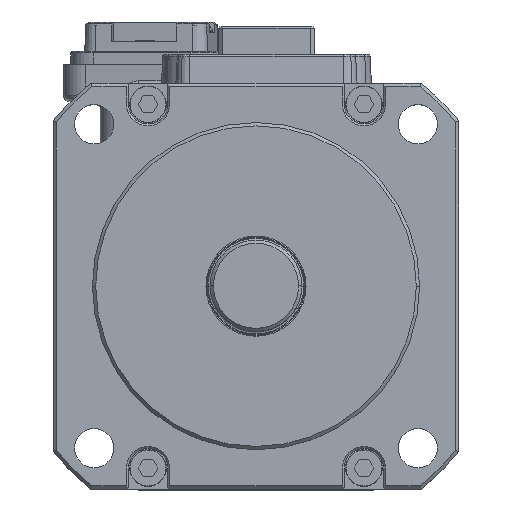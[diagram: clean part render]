
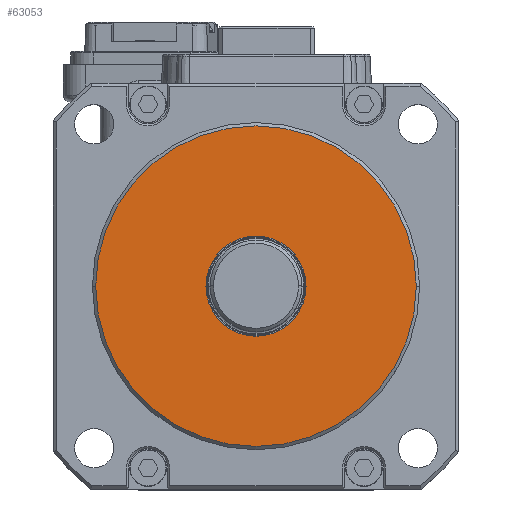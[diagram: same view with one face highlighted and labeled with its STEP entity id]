
A CAD part, top view. The second image highlights one B-rep face of the part: STEP entity #63053.
In plain terms, the highlighted planar face has unit normal (0, 0, 1).
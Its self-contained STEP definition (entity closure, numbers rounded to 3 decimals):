
#1066 = CARTESIAN_POINT ( 'NONE',  ( -24.5, 0., 35. ) ) ;
#5877 = AXIS2_PLACEMENT_3D ( 'NONE', #80823, #80841, #80826 ) ;
#5879 = AXIS2_PLACEMENT_3D ( 'NONE', #80868, #80875, #80884 ) ;
#5900 = CIRCLE ( 'NONE', #5879, 24.5 ) ;
#5984 = CIRCLE ( 'NONE', #5877, 7.65 ) ;
#15431 = EDGE_LOOP ( 'NONE', ( #27181, #27182 ) ) ;
#15557 = EDGE_LOOP ( 'NONE', ( #27240, #27156 ) ) ;
#16393 = CARTESIAN_POINT ( 'NONE',  ( 0., 0., 35. ) ) ;
#16394 = DIRECTION ( 'NONE',  ( 0., 0., 1. ) ) ;
#16396 = DIRECTION ( 'NONE',  ( 1., 0., 0. ) ) ;
#16440 = DIRECTION ( 'NONE',  ( 0., 0., 1. ) ) ;
#16464 = CARTESIAN_POINT ( 'NONE',  ( 0., 0., 35. ) ) ;
#16476 = DIRECTION ( 'NONE',  ( 1., 0., 0. ) ) ;
#27156 = ORIENTED_EDGE ( 'NONE', *, *, #31926, .T. ) ;
#27181 = ORIENTED_EDGE ( 'NONE', *, *, #31915, .F. ) ;
#27182 = ORIENTED_EDGE ( 'NONE', *, *, #32071, .F. ) ;
#27240 = ORIENTED_EDGE ( 'NONE', *, *, #32066, .T. ) ;
#28650 = VERTEX_POINT ( 'NONE', #58631 ) ;
#28651 = VERTEX_POINT ( 'NONE', #58608 ) ;
#28675 = VERTEX_POINT ( 'NONE', #1066 ) ;
#28691 = VERTEX_POINT ( 'NONE', #66453 ) ;
#31915 = EDGE_CURVE ( 'NONE', #28651, #28691, #5984, .T. ) ;
#31926 = EDGE_CURVE ( 'NONE', #28650, #28675, #5900, .T. ) ;
#32066 = EDGE_CURVE ( 'NONE', #28675, #28650, #84163, .T. ) ;
#32071 = EDGE_CURVE ( 'NONE', #28691, #28651, #84264, .T. ) ;
#58608 = CARTESIAN_POINT ( 'NONE',  ( -7.65, 0., 35. ) ) ;
#58631 = CARTESIAN_POINT ( 'NONE',  ( 24.5, 0., 35. ) ) ;
#63053 = ADVANCED_FACE ( 'NONE', ( #85402, #85370 ), #85327, .T. ) ;
#66453 = CARTESIAN_POINT ( 'NONE',  ( 7.65, 0., 35. ) ) ;
#75066 = AXIS2_PLACEMENT_3D ( 'NONE', #85529, #85467, #85469 ) ;
#80823 = CARTESIAN_POINT ( 'NONE',  ( 0., 0., 35. ) ) ;
#80826 = DIRECTION ( 'NONE',  ( 1., 0., 0. ) ) ;
#80841 = DIRECTION ( 'NONE',  ( 0., 0., 1. ) ) ;
#80868 = CARTESIAN_POINT ( 'NONE',  ( 0., 0., 35. ) ) ;
#80875 = DIRECTION ( 'NONE',  ( 0., 0., 1. ) ) ;
#80884 = DIRECTION ( 'NONE',  ( 1., 0., 0. ) ) ;
#84163 = CIRCLE ( 'NONE', #84167, 24.5 ) ;
#84167 = AXIS2_PLACEMENT_3D ( 'NONE', #16393, #16394, #16396 ) ;
#84253 = AXIS2_PLACEMENT_3D ( 'NONE', #16464, #16440, #16476 ) ;
#84264 = CIRCLE ( 'NONE', #84253, 7.65 ) ;
#85327 = PLANE ( 'NONE',  #75066 ) ;
#85370 = FACE_BOUND ( 'NONE', #15431, .T. ) ;
#85402 = FACE_OUTER_BOUND ( 'NONE', #15557, .T. ) ;
#85467 = DIRECTION ( 'NONE',  ( 0., 0., 1. ) ) ;
#85469 = DIRECTION ( 'NONE',  ( 1., 0., 0. ) ) ;
#85529 = CARTESIAN_POINT ( 'NONE',  ( 0., 0., 35. ) ) ;
